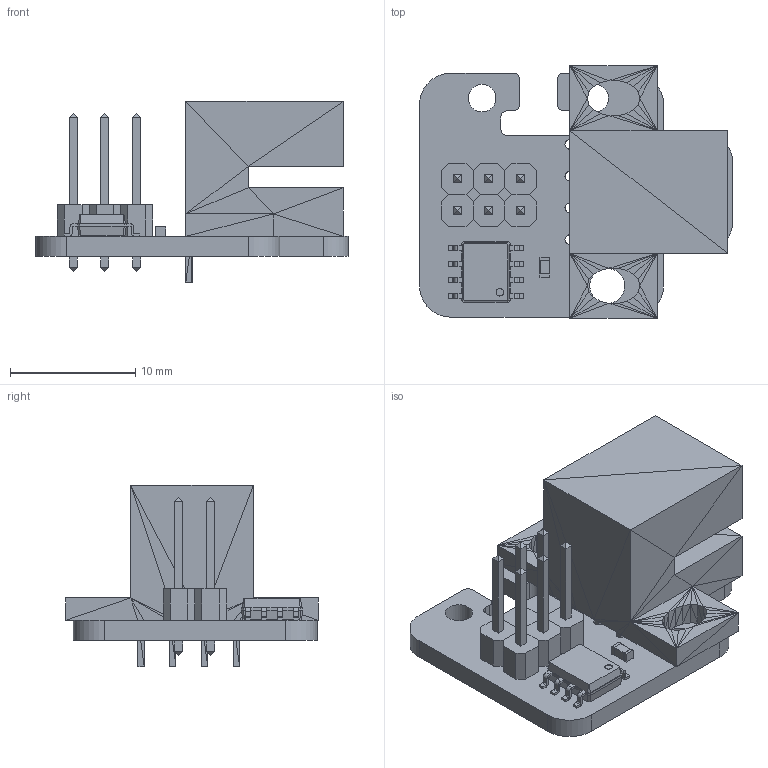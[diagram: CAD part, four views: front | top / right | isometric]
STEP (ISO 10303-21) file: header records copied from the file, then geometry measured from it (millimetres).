
FILE_DESCRIPTION(('FreeCAD Model'),'2;1');
FILE_NAME('optical-distance.step','2017-11-05T15:53:07',('kicad StepUp'),( 'ksu MCAD'),'Open CASCADE STEP processor 6.8','FreeCAD','Unknown');
FILE_SCHEMA(('AUTOMOTIVE_DESIGN_CC2 { 1 2 10303 214 -1 1 5 4 }'));
Length unit declared in the file: millimetre
Products named in the file (6): ASSEMBLY; Pcb; HEDS_973X_X50001_(Solid)_; Group002_; SOIC-8_3.9x4.9mm_Pitch1.27mm_; C_0603_
Assembly tree (5 placements, depth 2):
  ASSEMBLY
    Pcb
    HEDS_973X_X50001_(Solid)_
    Group002_
    SOIC-8_3.9x4.9mm_Pitch1.27mm_
    C_0603_
Bounding box: 25 x 20.2 x 14.5 mm (x, y, z)
Volume: 2052.5 mm3; surface area: 2463.9 mm2
Topology: 5 solids, 5 shells, 641 faces, 1320 edges, 696 vertices
Faces by surface type: plane 487, bspline 80, cylinder 74
Full cylindrical faces by diameter (mm): 0.6 x1, 0.762 x4, 1 x6, 2 x2, 2.2 x2, 2.8 x1
Entity records: 18297 total; most frequent: CARTESIAN_POINT 3031, ORIENTED_EDGE 2640, DIRECTION 2474, EDGE_CURVE 1320, LINE 1044, VECTOR 1044, AXIS2_PLACEMENT_3D 715, VERTEX_POINT 696
